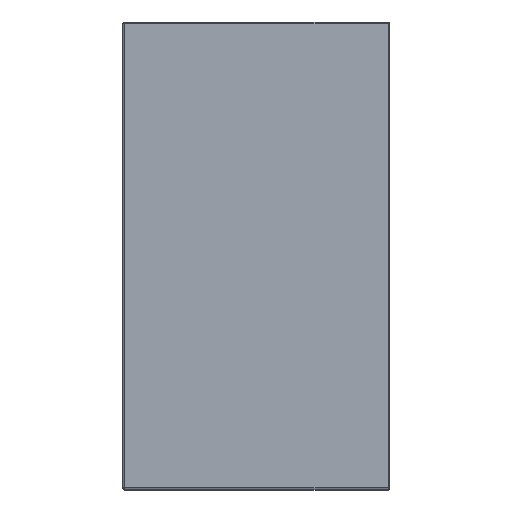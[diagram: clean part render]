
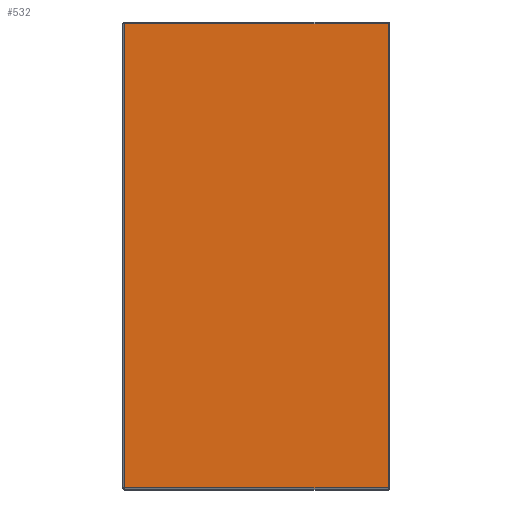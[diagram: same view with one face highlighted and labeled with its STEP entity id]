
A CAD part, top view. The second image highlights one B-rep face of the part: STEP entity #532.
In plain terms, the highlighted planar face has unit normal (0, 0, 1).
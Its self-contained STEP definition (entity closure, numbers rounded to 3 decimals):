
#532 = ADVANCED_FACE('',(#533),#567,.T.);
#533 = FACE_BOUND('',#534,.T.);
#534 = EDGE_LOOP('',(#535,#545,#553,#561));
#535 = ORIENTED_EDGE('',*,*,#536,.T.);
#536 = EDGE_CURVE('',#537,#539,#541,.T.);
#537 = VERTEX_POINT('',#538);
#538 = CARTESIAN_POINT('',(6.71,-10.43,10.));
#539 = VERTEX_POINT('',#540);
#540 = CARTESIAN_POINT('',(6.71,3.47,10.));
#541 = LINE('',#542,#543);
#542 = CARTESIAN_POINT('',(6.71,3.52,10.));
#543 = VECTOR('',#544,1.);
#544 = DIRECTION('',(0.,1.,0.));
#545 = ORIENTED_EDGE('',*,*,#546,.T.);
#546 = EDGE_CURVE('',#539,#547,#549,.T.);
#547 = VERTEX_POINT('',#548);
#548 = CARTESIAN_POINT('',(-1.19,3.47,10.));
#549 = LINE('',#550,#551);
#550 = CARTESIAN_POINT('',(-1.24,3.47,10.));
#551 = VECTOR('',#552,1.);
#552 = DIRECTION('',(-1.,0.,0.));
#553 = ORIENTED_EDGE('',*,*,#554,.T.);
#554 = EDGE_CURVE('',#547,#555,#557,.T.);
#555 = VERTEX_POINT('',#556);
#556 = CARTESIAN_POINT('',(-1.19,-10.43,10.));
#557 = LINE('',#558,#559);
#558 = CARTESIAN_POINT('',(-1.19,-10.48,10.));
#559 = VECTOR('',#560,1.);
#560 = DIRECTION('',(0.,-1.,0.));
#561 = ORIENTED_EDGE('',*,*,#562,.T.);
#562 = EDGE_CURVE('',#555,#537,#563,.T.);
#563 = LINE('',#564,#565);
#564 = CARTESIAN_POINT('',(6.76,-10.43,10.));
#565 = VECTOR('',#566,1.);
#566 = DIRECTION('',(1.,0.,0.));
#567 = PLANE('',#568);
#568 = AXIS2_PLACEMENT_3D('',#569,#570,#571);
#569 = CARTESIAN_POINT('',(6.76,3.52,10.));
#570 = DIRECTION('',(0.,0.,1.));
#571 = DIRECTION('',(-1.,0.,0.));
